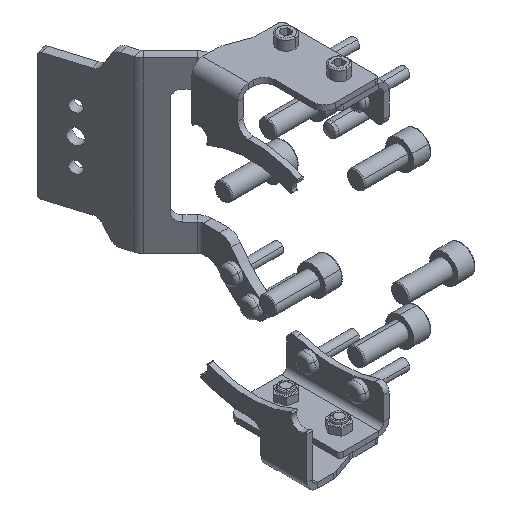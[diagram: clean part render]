
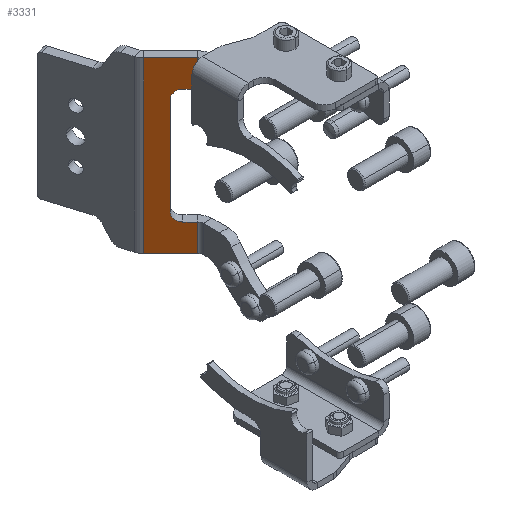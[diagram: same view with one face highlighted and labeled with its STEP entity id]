
A CAD part, isometric view. The second image highlights one B-rep face of the part: STEP entity #3331.
In plain terms, the highlighted planar face has unit normal (-0.707, -0.707, 0).
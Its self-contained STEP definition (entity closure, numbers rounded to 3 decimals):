
#141 = CARTESIAN_POINT ( 'NONE',  ( 1878.797, 90.203, 1752.1 ) ) ;
#541 = VERTEX_POINT ( 'NONE', #15854 ) ;
#986 = CARTESIAN_POINT ( 'NONE',  ( 1895., 74., 1847.9 ) ) ;
#1462 = LINE ( 'NONE', #22359, #18929 ) ;
#1598 = CARTESIAN_POINT ( 'NONE',  ( 1889.879, 79.121, 1767.5 ) ) ;
#1878 = CARTESIAN_POINT ( 'NONE',  ( 1889.879, 79.121, 1772.5 ) ) ;
#2090 = CARTESIAN_POINT ( 'NONE',  ( 1878.797, 90.203, 1735. ) ) ;
#2295 = AXIS2_PLACEMENT_3D ( 'NONE', #1878, #21257, #17205 ) ;
#2461 = DIRECTION ( 'NONE',  ( 0., 0., 1. ) ) ;
#3331 = ADVANCED_FACE ( 'NONE', ( #23532 ), #23646, .F. ) ;
#3881 = LINE ( 'NONE', #7785, #4328 ) ;
#4328 = VECTOR ( 'NONE', #13752, 1000. ) ;
#4509 = DIRECTION ( 'NONE',  ( 0., 0., 1. ) ) ;
#4740 = CARTESIAN_POINT ( 'NONE',  ( 1894.121, 74.879, 1847.9 ) ) ;
#4928 = CARTESIAN_POINT ( 'NONE',  ( 1889.879, 79.121, 1827.5 ) ) ;
#5114 = EDGE_CURVE ( 'NONE', #12546, #15057, #3881, .T. ) ;
#5584 = EDGE_LOOP ( 'NONE', ( #9085, #17922, #6172, #20875, #17007, #24767, #23274, #6748, #21018, #21282 ) ) ;
#5649 = VECTOR ( 'NONE', #19638, 1000. ) ;
#6066 = CARTESIAN_POINT ( 'NONE',  ( 1894.121, 74.879, 1767.5 ) ) ;
#6170 = DIRECTION ( 'NONE',  ( 0.707, -0.707, 0. ) ) ;
#6172 = ORIENTED_EDGE ( 'NONE', *, *, #8634, .T. ) ;
#6256 = VECTOR ( 'NONE', #2461, 1000. ) ;
#6748 = ORIENTED_EDGE ( 'NONE', *, *, #11965, .T. ) ;
#6906 = CARTESIAN_POINT ( 'NONE',  ( 1878.797, 90.203, 1847.9 ) ) ;
#7211 = LINE ( 'NONE', #14419, #21940 ) ;
#7681 = VERTEX_POINT ( 'NONE', #6066 ) ;
#7766 = VECTOR ( 'NONE', #20751, 1000. ) ;
#7785 = CARTESIAN_POINT ( 'NONE',  ( 1894.121, 74.879, 1735. ) ) ;
#7906 = CARTESIAN_POINT ( 'NONE',  ( 1894.121, 74.879, 1735. ) ) ;
#8143 = CARTESIAN_POINT ( 'NONE',  ( 1894.121, 74.879, 1832.5 ) ) ;
#8626 = EDGE_CURVE ( 'NONE', #15057, #23962, #22533, .T. ) ;
#8634 = EDGE_CURVE ( 'NONE', #19800, #541, #7211, .T. ) ;
#9085 = ORIENTED_EDGE ( 'NONE', *, *, #8626, .T. ) ;
#9200 = DIRECTION ( 'NONE',  ( -0.707, 0.707, 0. ) ) ;
#10140 = DIRECTION ( 'NONE',  ( 0.707, 0.707, 0. ) ) ;
#11221 = LINE ( 'NONE', #2090, #6256 ) ;
#11378 = CARTESIAN_POINT ( 'NONE',  ( 1889.879, 79.121, 1832.5 ) ) ;
#11965 = EDGE_CURVE ( 'NONE', #14161, #21734, #21353, .T. ) ;
#12227 = CARTESIAN_POINT ( 'NONE',  ( 1886.343, 82.657, 1772.5 ) ) ;
#12318 = EDGE_CURVE ( 'NONE', #7681, #23472, #1462, .T. ) ;
#12420 = LINE ( 'NONE', #23468, #5649 ) ;
#12546 = VERTEX_POINT ( 'NONE', #8143 ) ;
#12817 = AXIS2_PLACEMENT_3D ( 'NONE', #4928, #22054, #16714 ) ;
#13375 = CARTESIAN_POINT ( 'NONE',  ( 1886.343, 82.657, 1827.5 ) ) ;
#13483 = EDGE_CURVE ( 'NONE', #21734, #12546, #12420, .T. ) ;
#13752 = DIRECTION ( 'NONE',  ( 0., 0., 1. ) ) ;
#13868 = DIRECTION ( 'NONE',  ( 0., 0., 1. ) ) ;
#14161 = VERTEX_POINT ( 'NONE', #13375 ) ;
#14419 = CARTESIAN_POINT ( 'NONE',  ( 1895., 74., 1752.1 ) ) ;
#15020 = EDGE_CURVE ( 'NONE', #23899, #14161, #23755, .T. ) ;
#15057 = VERTEX_POINT ( 'NONE', #4740 ) ;
#15854 = CARTESIAN_POINT ( 'NONE',  ( 1894.121, 74.879, 1752.1 ) ) ;
#16039 = CIRCLE ( 'NONE', #2295, 5. ) ;
#16714 = DIRECTION ( 'NONE',  ( 0.707, -0.707, 0. ) ) ;
#17007 = ORIENTED_EDGE ( 'NONE', *, *, #12318, .T. ) ;
#17205 = DIRECTION ( 'NONE',  ( 0.707, -0.707, 0. ) ) ;
#17281 = AXIS2_PLACEMENT_3D ( 'NONE', #23418, #10140, #6170 ) ;
#17396 = VECTOR ( 'NONE', #13868, 1000. ) ;
#17922 = ORIENTED_EDGE ( 'NONE', *, *, #22667, .F. ) ;
#18666 = EDGE_CURVE ( 'NONE', #541, #7681, #21230, .T. ) ;
#18929 = VECTOR ( 'NONE', #9200, 1000. ) ;
#19638 = DIRECTION ( 'NONE',  ( 0.707, -0.707, 0. ) ) ;
#19800 = VERTEX_POINT ( 'NONE', #141 ) ;
#20638 = DIRECTION ( 'NONE',  ( 0.707, -0.707, 0. ) ) ;
#20751 = DIRECTION ( 'NONE',  ( -0.707, 0.707, 0. ) ) ;
#20875 = ORIENTED_EDGE ( 'NONE', *, *, #18666, .T. ) ;
#21018 = ORIENTED_EDGE ( 'NONE', *, *, #13483, .T. ) ;
#21230 = LINE ( 'NONE', #7906, #17396 ) ;
#21257 = DIRECTION ( 'NONE',  ( 0.707, 0.707, 0. ) ) ;
#21282 = ORIENTED_EDGE ( 'NONE', *, *, #5114, .T. ) ;
#21353 = CIRCLE ( 'NONE', #12817, 5. ) ;
#21734 = VERTEX_POINT ( 'NONE', #11378 ) ;
#21940 = VECTOR ( 'NONE', #20638, 1000. ) ;
#22054 = DIRECTION ( 'NONE',  ( 0.707, 0.707, 0. ) ) ;
#22359 = CARTESIAN_POINT ( 'NONE',  ( 1895., 74., 1767.5 ) ) ;
#22533 = LINE ( 'NONE', #986, #7766 ) ;
#22667 = EDGE_CURVE ( 'NONE', #19800, #23962, #11221, .T. ) ;
#23130 = EDGE_CURVE ( 'NONE', #23472, #23899, #16039, .T. ) ;
#23274 = ORIENTED_EDGE ( 'NONE', *, *, #15020, .T. ) ;
#23418 = CARTESIAN_POINT ( 'NONE',  ( 1895., 74., 1735. ) ) ;
#23468 = CARTESIAN_POINT ( 'NONE',  ( 1895., 74., 1832.5 ) ) ;
#23472 = VERTEX_POINT ( 'NONE', #1598 ) ;
#23532 = FACE_OUTER_BOUND ( 'NONE', #5584, .T. ) ;
#23646 = PLANE ( 'NONE',  #17281 ) ;
#23755 = LINE ( 'NONE', #23876, #23968 ) ;
#23876 = CARTESIAN_POINT ( 'NONE',  ( 1886.343, 82.657, 1735. ) ) ;
#23899 = VERTEX_POINT ( 'NONE', #12227 ) ;
#23962 = VERTEX_POINT ( 'NONE', #6906 ) ;
#23968 = VECTOR ( 'NONE', #4509, 1000. ) ;
#24767 = ORIENTED_EDGE ( 'NONE', *, *, #23130, .T. ) ;
